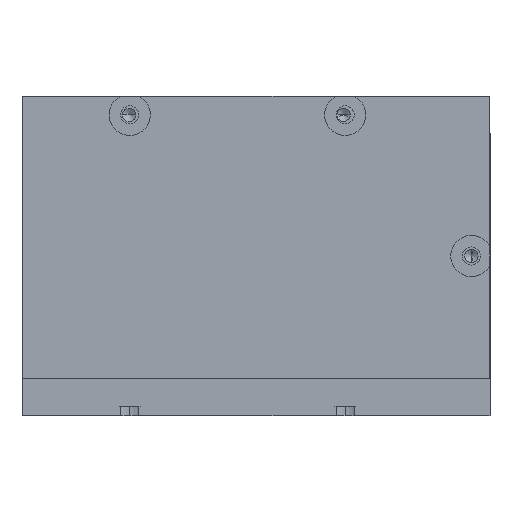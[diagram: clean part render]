
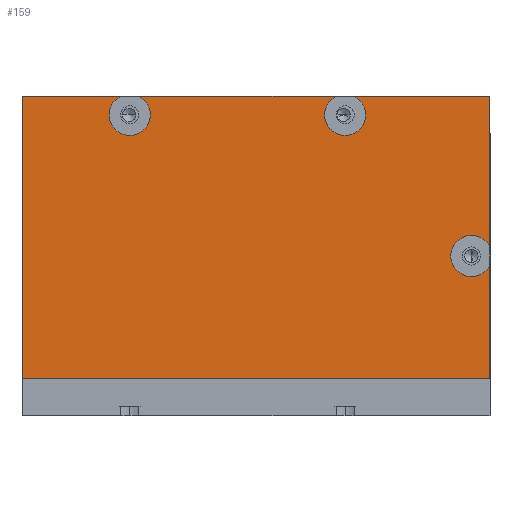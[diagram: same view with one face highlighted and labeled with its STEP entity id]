
A CAD part, left-side view. The second image highlights one B-rep face of the part: STEP entity #159.
In plain terms, the highlighted face is planar.
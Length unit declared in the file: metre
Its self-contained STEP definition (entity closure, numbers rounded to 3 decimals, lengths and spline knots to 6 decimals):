
#18 = VERTEX_POINT ( 'NONE', #562 ) ;
#26 = EDGE_CURVE ( 'NONE', #852, #851, #1601, .T. ) ;
#31 = AXIS2_PLACEMENT_3D ( 'NONE', #843, #1252, #1411 ) ;
#57 = VECTOR ( 'NONE', #1359, 1. ) ;
#69 = DIRECTION ( 'NONE',  ( 0., -1., 0. ) ) ;
#87 = VERTEX_POINT ( 'NONE', #750 ) ;
#95 = AXIS2_PLACEMENT_3D ( 'NONE', #1698, #210, #1382 ) ;
#97 = EDGE_CURVE ( 'NONE', #1170, #364, #448, .T. ) ;
#110 = CARTESIAN_POINT ( 'NONE',  ( -0.017, 0., 0.0165 ) ) ;
#140 = ORIENTED_EDGE ( 'NONE', *, *, #97, .F. ) ;
#155 = CIRCLE ( 'NONE', #910, 0.002779 ) ;
#159 = ADVANCED_FACE ( 'NONE', ( #1038 ), #1306, .F. ) ;
#210 = DIRECTION ( 'NONE',  ( 0., -1., 0. ) ) ;
#252 = LINE ( 'NONE', #838, #823 ) ;
#269 = CARTESIAN_POINT ( 'NONE',  ( 0.029, 0., -0.0025 ) ) ;
#278 = VERTEX_POINT ( 'NONE', #1591 ) ;
#285 = LINE ( 'NONE', #1471, #1190 ) ;
#294 = CIRCLE ( 'NONE', #31, 0.002779 ) ;
#348 = AXIS2_PLACEMENT_3D ( 'NONE', #785, #1805, #1210 ) ;
#364 = VERTEX_POINT ( 'NONE', #1620 ) ;
#365 = EDGE_CURVE ( 'NONE', #87, #1625, #285, .T. ) ;
#395 = DIRECTION ( 'NONE',  ( 0., 0., -1. ) ) ;
#410 = DIRECTION ( 'NONE',  ( 0., 0., -1. ) ) ;
#413 = DIRECTION ( 'NONE',  ( 0., 0., -1. ) ) ;
#429 = ORIENTED_EDGE ( 'NONE', *, *, #1081, .F. ) ;
#431 = VECTOR ( 'NONE', #916, 1. ) ;
#448 = LINE ( 'NONE', #906, #1056 ) ;
#449 = EDGE_CURVE ( 'NONE', #278, #1514, #722, .T. ) ;
#464 = CARTESIAN_POINT ( 'NONE',  ( 0.0315, 0., -0.019 ) ) ;
#497 = EDGE_LOOP ( 'NONE', ( #1101, #1296, #933, #1817, #620, #1613, #983, #429, #140, #1392, #1537, #1139, #881, #1587 ) ) ;
#534 = DIRECTION ( 'NONE',  ( 0., 0., -1. ) ) ;
#562 = CARTESIAN_POINT ( 'NONE',  ( -0.018213, 0., 0.019 ) ) ;
#584 = EDGE_CURVE ( 'NONE', #851, #1232, #294, .T. ) ;
#594 = CARTESIAN_POINT ( 'NONE',  ( 0.029, 0., -0.005279 ) ) ;
#620 = ORIENTED_EDGE ( 'NONE', *, *, #935, .F. ) ;
#627 = AXIS2_PLACEMENT_3D ( 'NONE', #1462, #69, #1688 ) ;
#650 = CARTESIAN_POINT ( 'NONE',  ( -0.015787, 0., 0.019 ) ) ;
#698 = EDGE_CURVE ( 'NONE', #1362, #852, #155, .T. ) ;
#722 = CIRCLE ( 'NONE', #627, 0.002779 ) ;
#740 = CARTESIAN_POINT ( 'NONE',  ( 0.0315, 0., -0.003713 ) ) ;
#749 = LINE ( 'NONE', #878, #57 ) ;
#750 = CARTESIAN_POINT ( 'NONE',  ( 0.013213, 0., 0.019 ) ) ;
#754 = LINE ( 'NONE', #1049, #1352 ) ;
#763 = DIRECTION ( 'NONE',  ( -1., 0., 0. ) ) ;
#785 = CARTESIAN_POINT ( 'NONE',  ( -0.017, 0., 0.0165 ) ) ;
#821 = AXIS2_PLACEMENT_3D ( 'NONE', #1059, #1055, #924 ) ;
#823 = VECTOR ( 'NONE', #395, 1. ) ;
#838 = CARTESIAN_POINT ( 'NONE',  ( 0.0315, 0., -0.019 ) ) ;
#843 = CARTESIAN_POINT ( 'NONE',  ( 0.029, 0., -0.0025 ) ) ;
#851 = VERTEX_POINT ( 'NONE', #594 ) ;
#852 = VERTEX_POINT ( 'NONE', #1769 ) ;
#858 = DIRECTION ( 'NONE',  ( 0., 0., 1. ) ) ;
#878 = CARTESIAN_POINT ( 'NONE',  ( -0.0315, 0., 0.019 ) ) ;
#881 = ORIENTED_EDGE ( 'NONE', *, *, #698, .F. ) ;
#906 = CARTESIAN_POINT ( 'NONE',  ( -0.0315, 0., -0.019 ) ) ;
#910 = AXIS2_PLACEMENT_3D ( 'NONE', #269, #1303, #413 ) ;
#916 = DIRECTION ( 'NONE',  ( 0., 0., -1. ) ) ;
#924 = DIRECTION ( 'NONE',  ( 0., 0., 1. ) ) ;
#933 = ORIENTED_EDGE ( 'NONE', *, *, #449, .F. ) ;
#935 = EDGE_CURVE ( 'NONE', #1821, #1508, #1194, .T. ) ;
#950 = DIRECTION ( 'NONE',  ( 1., 0., 0. ) ) ;
#983 = ORIENTED_EDGE ( 'NONE', *, *, #1020, .F. ) ;
#1020 = EDGE_CURVE ( 'NONE', #1605, #18, #754, .T. ) ;
#1033 = EDGE_CURVE ( 'NONE', #1514, #87, #1572, .T. ) ;
#1038 = FACE_OUTER_BOUND ( 'NONE', #497, .T. ) ;
#1049 = CARTESIAN_POINT ( 'NONE',  ( -0.0315, 0., 0.019 ) ) ;
#1055 = DIRECTION ( 'NONE',  ( 0., 1., 0. ) ) ;
#1056 = VECTOR ( 'NONE', #763, 1. ) ;
#1059 = CARTESIAN_POINT ( 'NONE',  ( 0., 0., 0. ) ) ;
#1081 = EDGE_CURVE ( 'NONE', #364, #1605, #1298, .T. ) ;
#1101 = ORIENTED_EDGE ( 'NONE', *, *, #365, .F. ) ;
#1123 = EDGE_CURVE ( 'NONE', #1232, #1170, #252, .T. ) ;
#1139 = ORIENTED_EDGE ( 'NONE', *, *, #26, .F. ) ;
#1159 = AXIS2_PLACEMENT_3D ( 'NONE', #1599, #1753, #410 ) ;
#1160 = CARTESIAN_POINT ( 'NONE',  ( -0.017, 0., 0.013721 ) ) ;
#1170 = VERTEX_POINT ( 'NONE', #1822 ) ;
#1190 = VECTOR ( 'NONE', #1237, 1. ) ;
#1194 = CIRCLE ( 'NONE', #348, 0.002779 ) ;
#1210 = DIRECTION ( 'NONE',  ( 0., 0., -1. ) ) ;
#1223 = VECTOR ( 'NONE', #858, 1. ) ;
#1232 = VERTEX_POINT ( 'NONE', #740 ) ;
#1237 = DIRECTION ( 'NONE',  ( 1., 0., 0. ) ) ;
#1245 = CIRCLE ( 'NONE', #1623, 0.002779 ) ;
#1252 = DIRECTION ( 'NONE',  ( 0., -1., 0. ) ) ;
#1264 = EDGE_CURVE ( 'NONE', #1508, #278, #749, .T. ) ;
#1296 = ORIENTED_EDGE ( 'NONE', *, *, #1033, .F. ) ;
#1298 = LINE ( 'NONE', #1615, #1223 ) ;
#1303 = DIRECTION ( 'NONE',  ( 0., -1., 0. ) ) ;
#1306 = PLANE ( 'NONE',  #821 ) ;
#1309 = CARTESIAN_POINT ( 'NONE',  ( -0.0315, 0., 0.019 ) ) ;
#1328 = EDGE_CURVE ( 'NONE', #1625, #1362, #1812, .T. ) ;
#1352 = VECTOR ( 'NONE', #950, 1. ) ;
#1359 = DIRECTION ( 'NONE',  ( 1., 0., 0. ) ) ;
#1362 = VERTEX_POINT ( 'NONE', #1850 ) ;
#1375 = CARTESIAN_POINT ( 'NONE',  ( 0.012, 0., 0.013721 ) ) ;
#1382 = DIRECTION ( 'NONE',  ( 0., 0., -1. ) ) ;
#1392 = ORIENTED_EDGE ( 'NONE', *, *, #1123, .F. ) ;
#1411 = DIRECTION ( 'NONE',  ( 0., 0., -1. ) ) ;
#1462 = CARTESIAN_POINT ( 'NONE',  ( 0.012, 0., 0.0165 ) ) ;
#1463 = DIRECTION ( 'NONE',  ( 0., -1., 0. ) ) ;
#1471 = CARTESIAN_POINT ( 'NONE',  ( -0.0315, 0., 0.019 ) ) ;
#1508 = VERTEX_POINT ( 'NONE', #650 ) ;
#1514 = VERTEX_POINT ( 'NONE', #1375 ) ;
#1537 = ORIENTED_EDGE ( 'NONE', *, *, #584, .F. ) ;
#1572 = CIRCLE ( 'NONE', #95, 0.002779 ) ;
#1587 = ORIENTED_EDGE ( 'NONE', *, *, #1328, .F. ) ;
#1591 = CARTESIAN_POINT ( 'NONE',  ( 0.010787, 0., 0.019 ) ) ;
#1599 = CARTESIAN_POINT ( 'NONE',  ( 0.029, 0., -0.0025 ) ) ;
#1601 = CIRCLE ( 'NONE', #1159, 0.002779 ) ;
#1605 = VERTEX_POINT ( 'NONE', #1309 ) ;
#1613 = ORIENTED_EDGE ( 'NONE', *, *, #1630, .F. ) ;
#1615 = CARTESIAN_POINT ( 'NONE',  ( -0.0315, 0., -0.019 ) ) ;
#1620 = CARTESIAN_POINT ( 'NONE',  ( -0.0315, 0., -0.019 ) ) ;
#1623 = AXIS2_PLACEMENT_3D ( 'NONE', #110, #1463, #534 ) ;
#1625 = VERTEX_POINT ( 'NONE', #1891 ) ;
#1630 = EDGE_CURVE ( 'NONE', #18, #1821, #1245, .T. ) ;
#1688 = DIRECTION ( 'NONE',  ( 0., 0., -1. ) ) ;
#1698 = CARTESIAN_POINT ( 'NONE',  ( 0.012, 0., 0.0165 ) ) ;
#1753 = DIRECTION ( 'NONE',  ( 0., -1., 0. ) ) ;
#1769 = CARTESIAN_POINT ( 'NONE',  ( 0.029, 0., 0.000279 ) ) ;
#1805 = DIRECTION ( 'NONE',  ( 0., -1., 0. ) ) ;
#1812 = LINE ( 'NONE', #464, #431 ) ;
#1817 = ORIENTED_EDGE ( 'NONE', *, *, #1264, .F. ) ;
#1821 = VERTEX_POINT ( 'NONE', #1160 ) ;
#1822 = CARTESIAN_POINT ( 'NONE',  ( 0.0315, 0., -0.019 ) ) ;
#1850 = CARTESIAN_POINT ( 'NONE',  ( 0.0315, 0., -0.001287 ) ) ;
#1891 = CARTESIAN_POINT ( 'NONE',  ( 0.0315, 0., 0.019 ) ) ;
